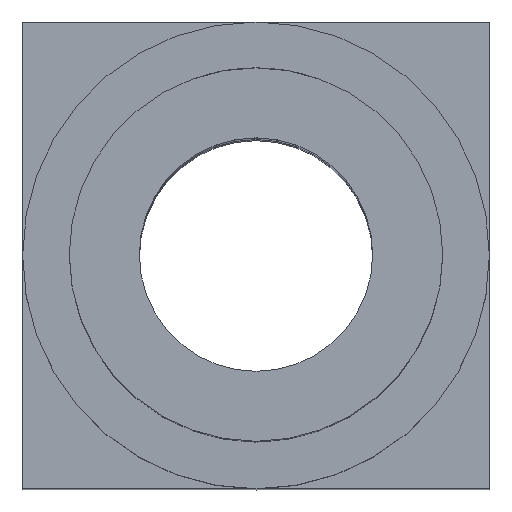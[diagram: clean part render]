
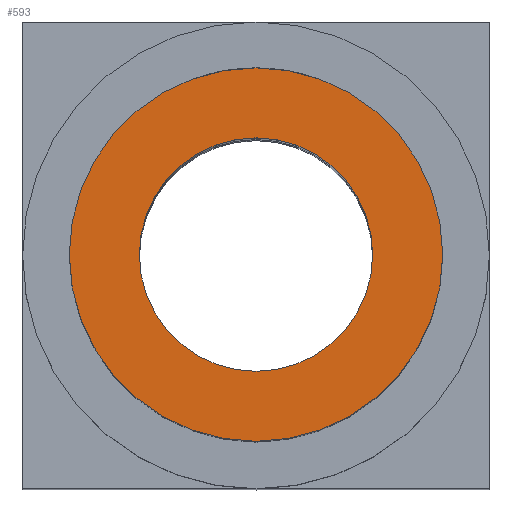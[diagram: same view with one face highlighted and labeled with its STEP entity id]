
A CAD part, top view. The second image highlights one B-rep face of the part: STEP entity #593.
In plain terms, the highlighted planar face has unit normal (0, 0, 1).
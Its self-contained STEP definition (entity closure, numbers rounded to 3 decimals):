
#552=CARTESIAN_POINT('Axis2P3D Location',(0.,0.,45.)) ;
#557=CARTESIAN_POINT('Axis2P3D Location',(0.,0.,45.)) ;
#561=CARTESIAN_POINT('Vertex',(8.,0.,45.)) ;
#563=CARTESIAN_POINT('Vertex',(-8.,0.,45.)) ;
#566=CARTESIAN_POINT('Axis2P3D Location',(0.,0.,45.)) ;
#575=CARTESIAN_POINT('Axis2P3D Location',(0.,0.,45.)) ;
#579=CARTESIAN_POINT('Vertex',(-5.,0.,45.)) ;
#581=CARTESIAN_POINT('Vertex',(5.,0.,45.)) ;
#584=CARTESIAN_POINT('Axis2P3D Location',(0.,0.,45.)) ;
#553=DIRECTION('Axis2P3D Direction',(0.,0.,1.)) ;
#554=DIRECTION('Axis2P3D XDirection',(1.,0.,0.)) ;
#558=DIRECTION('Axis2P3D Direction',(0.,0.,1.)) ;
#567=DIRECTION('Axis2P3D Direction',(0.,0.,1.)) ;
#576=DIRECTION('Axis2P3D Direction',(0.,0.,1.)) ;
#585=DIRECTION('Axis2P3D Direction',(0.,0.,1.)) ;
#555=AXIS2_PLACEMENT_3D('Plane Axis2P3D',#552,#553,#554) ;
#559=AXIS2_PLACEMENT_3D('Circle Axis2P3D',#557,#558,$) ;
#568=AXIS2_PLACEMENT_3D('Circle Axis2P3D',#566,#567,$) ;
#577=AXIS2_PLACEMENT_3D('Circle Axis2P3D',#575,#576,$) ;
#586=AXIS2_PLACEMENT_3D('Circle Axis2P3D',#584,#585,$) ;
#572=ORIENTED_EDGE('',*,*,#565,.T.) ;
#573=ORIENTED_EDGE('',*,*,#570,.T.) ;
#590=ORIENTED_EDGE('',*,*,#583,.F.) ;
#591=ORIENTED_EDGE('',*,*,#588,.F.) ;
#592=FACE_BOUND('',#589,.T.) ;
#593=ADVANCED_FACE('Corps principal',(#574,#592),#556,.T.) ;
#560=CIRCLE('generated circle',#559,8.) ;
#569=CIRCLE('generated circle',#568,8.) ;
#578=CIRCLE('generated circle',#577,5.) ;
#587=CIRCLE('generated circle',#586,5.) ;
#565=EDGE_CURVE('',#562,#564,#560,.T.) ;
#570=EDGE_CURVE('',#564,#562,#569,.T.) ;
#583=EDGE_CURVE('',#580,#582,#578,.T.) ;
#588=EDGE_CURVE('',#582,#580,#587,.T.) ;
#571=EDGE_LOOP('',(#572,#573)) ;
#589=EDGE_LOOP('',(#590,#591)) ;
#574=FACE_OUTER_BOUND('',#571,.T.) ;
#556=PLANE('Plane',#555) ;
#562=VERTEX_POINT('',#561) ;
#564=VERTEX_POINT('',#563) ;
#580=VERTEX_POINT('',#579) ;
#582=VERTEX_POINT('',#581) ;
